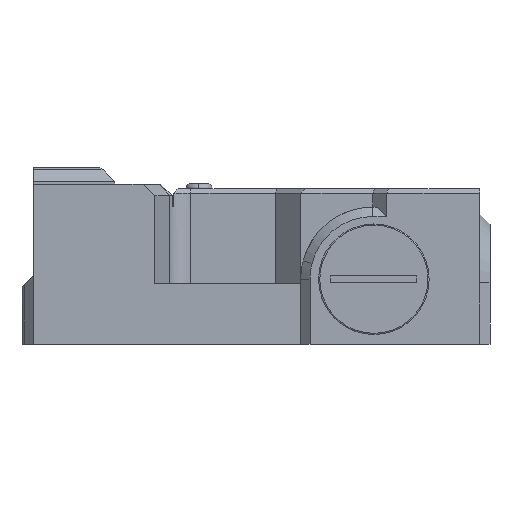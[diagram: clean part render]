
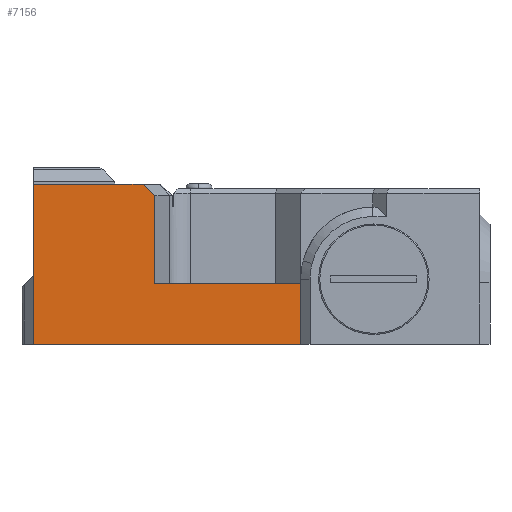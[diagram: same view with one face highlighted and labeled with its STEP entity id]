
A CAD part, left-side view. The second image highlights one B-rep face of the part: STEP entity #7156.
In plain terms, the highlighted planar face has unit normal (-1, 0, 0).
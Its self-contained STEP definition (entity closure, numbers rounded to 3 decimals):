
#264 = VERTEX_POINT ( 'NONE', #1719 ) ;
#295 = EDGE_CURVE ( 'NONE', #3196, #6115, #8881, .T. ) ;
#567 = VERTEX_POINT ( 'NONE', #6875 ) ;
#631 = EDGE_CURVE ( 'NONE', #264, #3196, #5357, .T. ) ;
#1140 = CARTESIAN_POINT ( 'NONE',  ( -26., 23.408, 34.5 ) ) ;
#1265 = CARTESIAN_POINT ( 'NONE',  ( -26., -10.75, 34.5 ) ) ;
#1296 = DIRECTION ( 'NONE',  ( 0., 0., -1. ) ) ;
#1312 = CARTESIAN_POINT ( 'NONE',  ( -26., -10.75, 0. ) ) ;
#1343 = VECTOR ( 'NONE', #6707, 1000. ) ;
#1359 = AXIS2_PLACEMENT_3D ( 'NONE', #3040, #8505, #3849 ) ;
#1719 = CARTESIAN_POINT ( 'NONE',  ( -26., 20.65, 13. ) ) ;
#1939 = EDGE_CURVE ( 'NONE', #2023, #4486, #6892, .T. ) ;
#2023 = VERTEX_POINT ( 'NONE', #3968 ) ;
#2079 = VECTOR ( 'NONE', #2483, 1000. ) ;
#2329 = LINE ( 'NONE', #8757, #2079 ) ;
#2389 = EDGE_CURVE ( 'NONE', #567, #6115, #4515, .T. ) ;
#2483 = DIRECTION ( 'NONE',  ( 0., 0., 1. ) ) ;
#2643 = VECTOR ( 'NONE', #1296, 1000. ) ;
#2736 = CARTESIAN_POINT ( 'NONE',  ( -26., 46.75, 34.5 ) ) ;
#3008 = PLANE ( 'NONE',  #1359 ) ;
#3040 = CARTESIAN_POINT ( 'NONE',  ( -26., 49.25, 34.5 ) ) ;
#3196 = VERTEX_POINT ( 'NONE', #8498 ) ;
#3298 = ORIENTED_EDGE ( 'NONE', *, *, #5742, .T. ) ;
#3364 = CARTESIAN_POINT ( 'NONE',  ( -26., 20.65, 32. ) ) ;
#3365 = FACE_OUTER_BOUND ( 'NONE', #9945, .T. ) ;
#3584 = VECTOR ( 'NONE', #4152, 1000. ) ;
#3849 = DIRECTION ( 'NONE',  ( 0., 1., 0. ) ) ;
#3968 = CARTESIAN_POINT ( 'NONE',  ( -26., 46.75, 34.5 ) ) ;
#4152 = DIRECTION ( 'NONE',  ( 0., 0.741, 0.672 ) ) ;
#4486 = VERTEX_POINT ( 'NONE', #1140 ) ;
#4515 = LINE ( 'NONE', #7502, #8649 ) ;
#4525 = ORIENTED_EDGE ( 'NONE', *, *, #8190, .T. ) ;
#5207 = VERTEX_POINT ( 'NONE', #8546 ) ;
#5357 = LINE ( 'NONE', #6162, #9207 ) ;
#5742 = EDGE_CURVE ( 'NONE', #5207, #4486, #7742, .T. ) ;
#6109 = DIRECTION ( 'NONE',  ( 0., -1., 0. ) ) ;
#6115 = VERTEX_POINT ( 'NONE', #1312 ) ;
#6162 = CARTESIAN_POINT ( 'NONE',  ( -26., 20.65, 13. ) ) ;
#6291 = ORIENTED_EDGE ( 'NONE', *, *, #295, .F. ) ;
#6707 = DIRECTION ( 'NONE',  ( 0., 0., 1. ) ) ;
#6875 = CARTESIAN_POINT ( 'NONE',  ( -26., 46.75, 0. ) ) ;
#6892 = LINE ( 'NONE', #9554, #8666 ) ;
#7057 = EDGE_CURVE ( 'NONE', #567, #2023, #7660, .T. ) ;
#7156 = ADVANCED_FACE ( 'NONE', ( #3365 ), #3008, .F. ) ;
#7472 = DIRECTION ( 'NONE',  ( 0., -1., 0. ) ) ;
#7502 = CARTESIAN_POINT ( 'NONE',  ( -26., 49.25, 0. ) ) ;
#7660 = LINE ( 'NONE', #2736, #1343 ) ;
#7731 = ORIENTED_EDGE ( 'NONE', *, *, #2389, .T. ) ;
#7742 = LINE ( 'NONE', #3364, #3584 ) ;
#7817 = ORIENTED_EDGE ( 'NONE', *, *, #631, .F. ) ;
#7849 = ORIENTED_EDGE ( 'NONE', *, *, #7057, .F. ) ;
#8190 = EDGE_CURVE ( 'NONE', #264, #5207, #2329, .T. ) ;
#8498 = CARTESIAN_POINT ( 'NONE',  ( -26., -10.75, 13. ) ) ;
#8505 = DIRECTION ( 'NONE',  ( 1., 0., 0. ) ) ;
#8546 = CARTESIAN_POINT ( 'NONE',  ( -26., 20.65, 32. ) ) ;
#8649 = VECTOR ( 'NONE', #7472, 1000. ) ;
#8666 = VECTOR ( 'NONE', #8971, 1000. ) ;
#8757 = CARTESIAN_POINT ( 'NONE',  ( -26., 20.65, 13. ) ) ;
#8881 = LINE ( 'NONE', #1265, #2643 ) ;
#8971 = DIRECTION ( 'NONE',  ( 0., -1., 0. ) ) ;
#9207 = VECTOR ( 'NONE', #6109, 1000. ) ;
#9554 = CARTESIAN_POINT ( 'NONE',  ( -26., 49.25, 34.5 ) ) ;
#9829 = ORIENTED_EDGE ( 'NONE', *, *, #1939, .F. ) ;
#9945 = EDGE_LOOP ( 'NONE', ( #7849, #7731, #6291, #7817, #4525, #3298, #9829 ) ) ;
